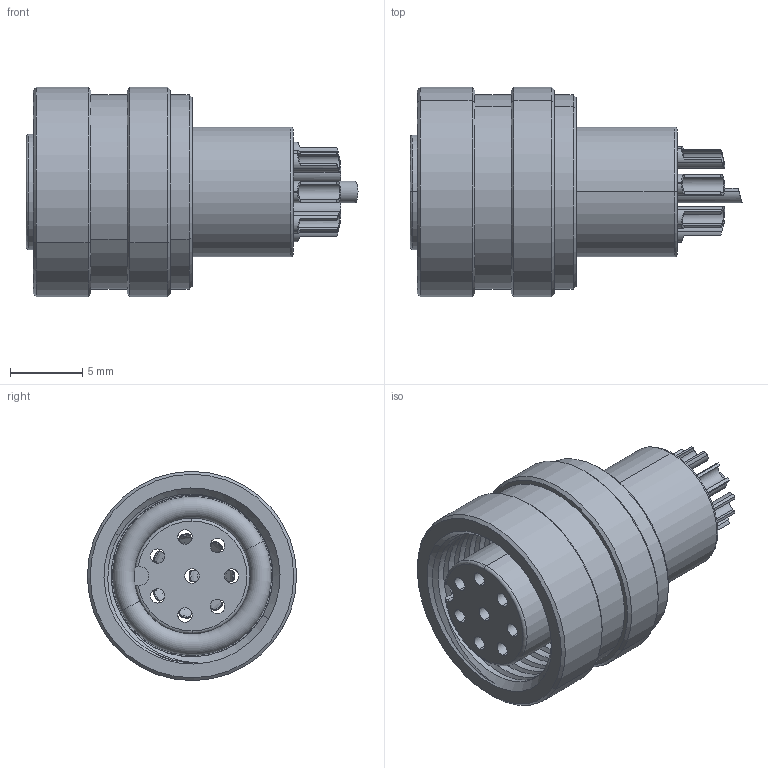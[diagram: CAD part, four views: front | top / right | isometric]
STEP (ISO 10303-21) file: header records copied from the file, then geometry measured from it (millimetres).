
FILE_DESCRIPTION (( 'STEP AP203' ), '1' );
FILE_NAME ('50-00955.STEP', '2020-10-15T15:57:40', ( '' ), ( '' ), 'SwSTEP 2.0', 'SolidWorks 2015', '' );
FILE_SCHEMA (( 'CONFIG_CONTROL_DESIGN' ));
Length unit declared in the file: millimetre
Products named in the file (5): 50-00955-04___; 50-00955-03___; 50-00955-01___; 50-00955; 50-00955-02___
Assembly tree (11 placements, depth 2):
  50-00955
    50-00955-01___
    50-00955-02___
    50-00955-03___  x8
    50-00955-04___
Bounding box: 23 x 14.5 x 14.5 mm (x, y, z)
Volume: 1651.4 mm3; surface area: 3979 mm2
Topology: 11 solids, 11 shells, 796 faces, 2009 edges, 1263 vertices
Faces by surface type: cylinder 270, plane 237, torus 153, cone 86, bspline 50
Entity records: 8053 total; most frequent: CARTESIAN_POINT 2649, DIRECTION 1014, ORIENTED_EDGE 980, EDGE_CURVE 490, AXIS2_PLACEMENT_3D 420, VERTEX_POINT 311, EDGE_LOOP 237, CIRCLE 213
